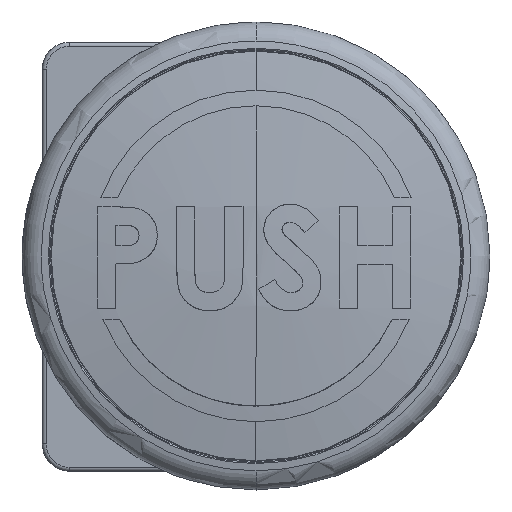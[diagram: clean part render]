
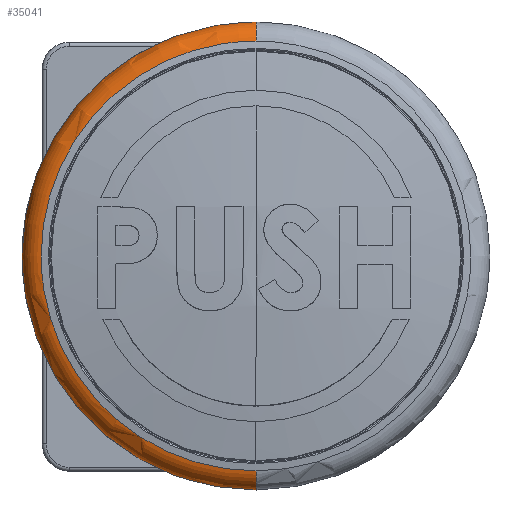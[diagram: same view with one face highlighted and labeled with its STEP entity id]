
A CAD part, top view. The second image highlights one B-rep face of the part: STEP entity #35041.
In plain terms, the highlighted toroidal (fillet/blend) face has major radius 27 mm and minor radius 3 mm.
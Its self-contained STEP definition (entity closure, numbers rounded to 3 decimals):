
#2101 = VERTEX_POINT ( 'NONE', #33905 ) ;
#2998 = CARTESIAN_POINT ( 'NONE',  ( -20.752, 41.475, -18.203 ) ) ;
#3236 = CARTESIAN_POINT ( 'NONE',  ( -23.905, 41.475, -13.804 ) ) ;
#3466 = CARTESIAN_POINT ( 'NONE',  ( -24.759, 41.475, -12.207 ) ) ;
#5924 = CARTESIAN_POINT ( 'NONE',  ( -7.142, 41.475, 26.664 ) ) ;
#6341 = DIRECTION ( 'NONE',  ( -1., 0., 0. ) ) ;
#6612 = CARTESIAN_POINT ( 'NONE',  ( 0., 38.525, 27. ) ) ;
#9187 = CARTESIAN_POINT ( 'NONE',  ( -1.803, 41.475, -27.545 ) ) ;
#9429 = CARTESIAN_POINT ( 'NONE',  ( -27.545, 41.475, 0. ) ) ;
#9657 = CARTESIAN_POINT ( 'NONE',  ( 0., 38.525, 0. ) ) ;
#10232 = AXIS2_PLACEMENT_3D ( 'NONE', #55943, #34070, #66955 ) ;
#10471 = CARTESIAN_POINT ( 'NONE',  ( -27.545, 41.475, 1.803 ) ) ;
#10653 = AXIS2_PLACEMENT_3D ( 'NONE', #6612, #44246, #22786 ) ;
#11153 = CARTESIAN_POINT ( 'NONE',  ( -26.139, 41.475, 8.876 ) ) ;
#13138 = CIRCLE ( 'NONE', #10232, 30. ) ;
#13939 = CIRCLE ( 'NONE', #10653, 3. ) ;
#15430 = VERTEX_POINT ( 'NONE', #46175 ) ;
#16158 = CARTESIAN_POINT ( 'NONE',  ( -27.368, 41.475, 3.606 ) ) ;
#16582 = AXIS2_PLACEMENT_3D ( 'NONE', #38969, #6341, #39916 ) ;
#16865 = CARTESIAN_POINT ( 'NONE',  ( -21.902, 41.475, 16.802 ) ) ;
#18183 = ORIENTED_EDGE ( 'NONE', *, *, #49673, .T. ) ;
#19888 = DIRECTION ( 'NONE',  ( 0., -1., 0. ) ) ;
#20394 = CARTESIAN_POINT ( 'NONE',  ( -27.368, 41.475, -3.606 ) ) ;
#21422 = CARTESIAN_POINT ( 'NONE',  ( -8.876, 41.475, 26.139 ) ) ;
#21888 = CARTESIAN_POINT ( 'NONE',  ( -24.759, 41.475, 12.207 ) ) ;
#22786 = DIRECTION ( 'NONE',  ( 0., 0., -1. ) ) ;
#25843 = CARTESIAN_POINT ( 'NONE',  ( -13.804, 41.475, -23.905 ) ) ;
#26863 = CARTESIAN_POINT ( 'NONE',  ( -23.905, 41.475, 13.804 ) ) ;
#27319 = CARTESIAN_POINT ( 'NONE',  ( 0., 41.475, 27.545 ) ) ;
#27784 = CARTESIAN_POINT ( 'NONE',  ( -12.207, 41.475, 24.759 ) ) ;
#29105 = ORIENTED_EDGE ( 'NONE', *, *, #37855, .F. ) ;
#30071 = CIRCLE ( 'NONE', #16582, 3. ) ;
#30856 = VERTEX_POINT ( 'NONE', #53568 ) ;
#31070 = CARTESIAN_POINT ( 'NONE',  ( -26.139, 41.475, -8.876 ) ) ;
#33905 = CARTESIAN_POINT ( 'NONE',  ( 0., 41.475, -27.545 ) ) ;
#34070 = DIRECTION ( 'NONE',  ( 0., -1., 0. ) ) ;
#35041 = ADVANCED_FACE ( 'NONE', ( #54174 ), #37160, .T. ) ;
#35632 = CARTESIAN_POINT ( 'NONE',  ( -7.142, 41.475, -26.664 ) ) ;
#36338 = CARTESIAN_POINT ( 'NONE',  ( -27.545, 41.475, -1.803 ) ) ;
#37160 = TOROIDAL_SURFACE ( 'NONE', #58377, 27., 3. ) ;
#37855 = EDGE_CURVE ( 'NONE', #30856, #59770, #13939, .T. ) ;
#38374 = EDGE_CURVE ( 'NONE', #59770, #38549, #13138, .T. ) ;
#38549 = VERTEX_POINT ( 'NONE', #58278 ) ;
#38743 = CARTESIAN_POINT ( 'NONE',  ( 0., 38.525, 30. ) ) ;
#38969 = CARTESIAN_POINT ( 'NONE',  ( 0., 38.525, -27. ) ) ;
#39261 = EDGE_CURVE ( 'NONE', #2101, #38549, #30071, .T. ) ;
#39916 = DIRECTION ( 'NONE',  ( 0., 0., 1. ) ) ;
#41140 = CARTESIAN_POINT ( 'NONE',  ( -12.207, 41.475, -24.759 ) ) ;
#41378 = CARTESIAN_POINT ( 'NONE',  ( -3.606, 41.475, -27.368 ) ) ;
#41424 = B_SPLINE_CURVE_WITH_KNOTS ( 'NONE', 3,
 ( #9429, #36338, #20394, #58459, #31070, #3466, #3236, #58212, #2998, #57507, #41838, #25843, #41140, #68297, #35632, #41378, #9187, #69249 ),
 .UNSPECIFIED., .F., .F.,
 ( 4, 2, 2, 2, 2, 2, 2, 2, 4 ),
 ( 0., 0.125, 0.25, 0.375, 0.5, 0.625, 0.75, 0.875, 1. ),
 .UNSPECIFIED. ) ;
#41838 = CARTESIAN_POINT ( 'NONE',  ( -16.802, 41.475, -21.902 ) ) ;
#42888 = ORIENTED_EDGE ( 'NONE', *, *, #54044, .T. ) ;
#43123 = CARTESIAN_POINT ( 'NONE',  ( -20.752, 41.475, 18.203 ) ) ;
#44039 = CARTESIAN_POINT ( 'NONE',  ( -13.804, 41.475, 23.905 ) ) ;
#44246 = DIRECTION ( 'NONE',  ( 1., 0., 0. ) ) ;
#46175 = CARTESIAN_POINT ( 'NONE',  ( -27.545, 41.475, 0. ) ) ;
#49278 = CARTESIAN_POINT ( 'NONE',  ( -26.664, 41.475, 7.142 ) ) ;
#49507 = CARTESIAN_POINT ( 'NONE',  ( -1.803, 41.475, 27.545 ) ) ;
#49673 = EDGE_CURVE ( 'NONE', #30856, #15430, #51498, .T. ) ;
#51498 = B_SPLINE_CURVE_WITH_KNOTS ( 'NONE', 3,
 ( #27319, #49507, #54049, #5924, #21422, #27784, #44039, #60187, #59486, #43123, #16865, #26863, #21888, #11153, #49278, #16158, #10471, #65960 ),
 .UNSPECIFIED., .F., .F.,
 ( 4, 2, 2, 2, 2, 2, 2, 2, 4 ),
 ( 0., 0.125, 0.25, 0.375, 0.5, 0.625, 0.75, 0.875, 1. ),
 .UNSPECIFIED. ) ;
#51515 = ORIENTED_EDGE ( 'NONE', *, *, #39261, .T. ) ;
#52246 = ORIENTED_EDGE ( 'NONE', *, *, #38374, .F. ) ;
#53568 = CARTESIAN_POINT ( 'NONE',  ( 0., 41.475, 27.545 ) ) ;
#54044 = EDGE_CURVE ( 'NONE', #15430, #2101, #41424, .T. ) ;
#54049 = CARTESIAN_POINT ( 'NONE',  ( -3.606, 41.475, 27.368 ) ) ;
#54174 = FACE_OUTER_BOUND ( 'NONE', #64066, .T. ) ;
#55943 = CARTESIAN_POINT ( 'NONE',  ( 0., 38.525, 0. ) ) ;
#57507 = CARTESIAN_POINT ( 'NONE',  ( -18.203, 41.475, -20.752 ) ) ;
#58212 = CARTESIAN_POINT ( 'NONE',  ( -21.902, 41.475, -16.802 ) ) ;
#58278 = CARTESIAN_POINT ( 'NONE',  ( 0., 38.525, -30. ) ) ;
#58377 = AXIS2_PLACEMENT_3D ( 'NONE', #9657, #19888, #63725 ) ;
#58459 = CARTESIAN_POINT ( 'NONE',  ( -26.664, 41.475, -7.142 ) ) ;
#59486 = CARTESIAN_POINT ( 'NONE',  ( -18.203, 41.475, 20.752 ) ) ;
#59770 = VERTEX_POINT ( 'NONE', #38743 ) ;
#60187 = CARTESIAN_POINT ( 'NONE',  ( -16.802, 41.475, 21.902 ) ) ;
#63725 = DIRECTION ( 'NONE',  ( 0., 0., -1. ) ) ;
#64066 = EDGE_LOOP ( 'NONE', ( #29105, #18183, #42888, #51515, #52246 ) ) ;
#65960 = CARTESIAN_POINT ( 'NONE',  ( -27.545, 41.475, 0. ) ) ;
#66955 = DIRECTION ( 'NONE',  ( 0., 0., -1. ) ) ;
#68297 = CARTESIAN_POINT ( 'NONE',  ( -8.876, 41.475, -26.139 ) ) ;
#69249 = CARTESIAN_POINT ( 'NONE',  ( 0., 41.475, -27.545 ) ) ;
